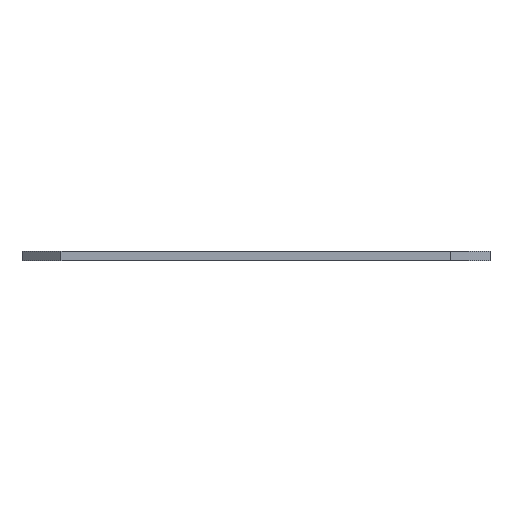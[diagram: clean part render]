
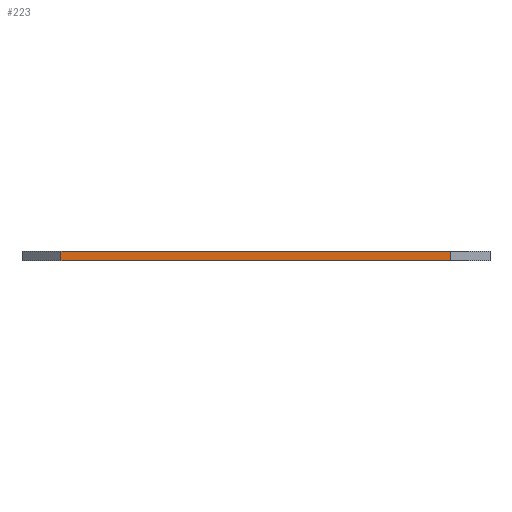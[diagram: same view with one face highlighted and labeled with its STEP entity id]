
A CAD part, left-side view. The second image highlights one B-rep face of the part: STEP entity #223.
In plain terms, the highlighted planar face has unit normal (-1, 0, 0).
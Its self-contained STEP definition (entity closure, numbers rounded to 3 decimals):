
#198 = VERTEX_POINT('',#199);
#199 = CARTESIAN_POINT('',(-38.1,-31.75,-1.6));
#205 = EDGE_CURVE('',#206,#198,#208,.T.);
#206 = VERTEX_POINT('',#207);
#207 = CARTESIAN_POINT('',(-38.1,-31.75,0.));
#208 = LINE('',#209,#210);
#209 = CARTESIAN_POINT('',(-38.1,-31.75,0.));
#210 = VECTOR('',#211,1.);
#211 = DIRECTION('',(0.,0.,-1.));
#223 = ADVANCED_FACE('',(#224),#249,.F.);
#224 = FACE_BOUND('',#225,.F.);
#225 = EDGE_LOOP('',(#226,#227,#235,#243));
#226 = ORIENTED_EDGE('',*,*,#205,.T.);
#227 = ORIENTED_EDGE('',*,*,#228,.T.);
#228 = EDGE_CURVE('',#198,#229,#231,.T.);
#229 = VERTEX_POINT('',#230);
#230 = CARTESIAN_POINT('',(-38.1,31.75,-1.6));
#231 = LINE('',#232,#233);
#232 = CARTESIAN_POINT('',(-38.1,-31.75,-1.6));
#233 = VECTOR('',#234,1.);
#234 = DIRECTION('',(0.,1.,0.));
#235 = ORIENTED_EDGE('',*,*,#236,.F.);
#236 = EDGE_CURVE('',#237,#229,#239,.T.);
#237 = VERTEX_POINT('',#238);
#238 = CARTESIAN_POINT('',(-38.1,31.75,0.));
#239 = LINE('',#240,#241);
#240 = CARTESIAN_POINT('',(-38.1,31.75,0.));
#241 = VECTOR('',#242,1.);
#242 = DIRECTION('',(0.,0.,-1.));
#243 = ORIENTED_EDGE('',*,*,#244,.F.);
#244 = EDGE_CURVE('',#206,#237,#245,.T.);
#245 = LINE('',#246,#247);
#246 = CARTESIAN_POINT('',(-38.1,-31.75,0.));
#247 = VECTOR('',#248,1.);
#248 = DIRECTION('',(0.,1.,0.));
#249 = PLANE('',#250);
#250 = AXIS2_PLACEMENT_3D('',#251,#252,#253);
#251 = CARTESIAN_POINT('',(-38.1,-31.75,0.));
#252 = DIRECTION('',(1.,0.,0.));
#253 = DIRECTION('',(0.,1.,0.));
